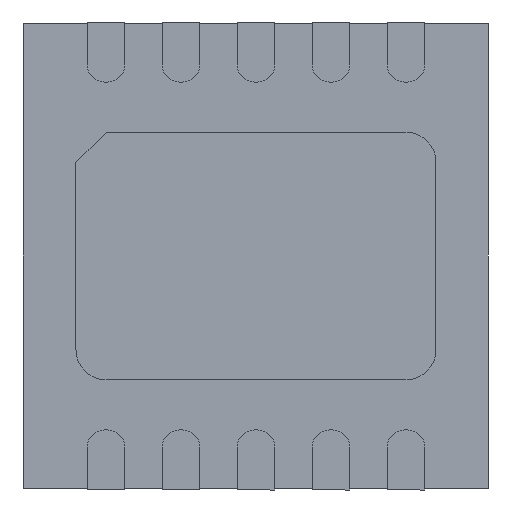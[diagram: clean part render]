
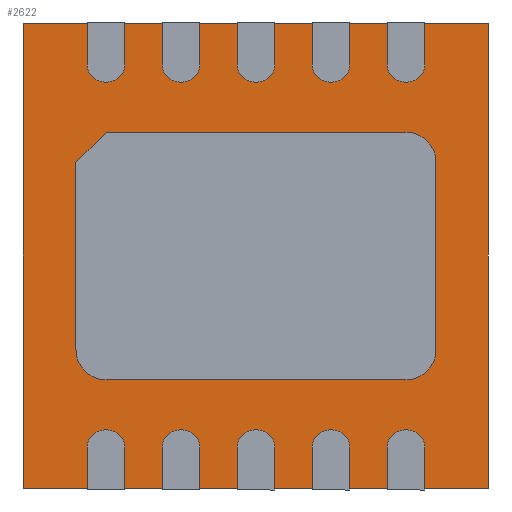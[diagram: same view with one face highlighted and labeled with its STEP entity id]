
A CAD part, front view. The second image highlights one B-rep face of the part: STEP entity #2622.
In plain terms, the highlighted planar face has unit normal (0, -1, 0).
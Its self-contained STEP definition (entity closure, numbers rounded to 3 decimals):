
#34 = FACE_BOUND ( 'NONE', #5899, .T. ) ;
#168 = VERTEX_POINT ( 'NONE', #6993 ) ;
#233 = CARTESIAN_POINT ( 'NONE',  ( 0., 0., -3.1 ) ) ;
#410 = EDGE_CURVE ( 'NONE', #1768, #3266, #3070, .T. ) ;
#417 = EDGE_CURVE ( 'NONE', #3201, #5747, #7672, .T. ) ;
#494 = EDGE_CURVE ( 'NONE', #7585, #3135, #3320, .T. ) ;
#574 = CARTESIAN_POINT ( 'NONE',  ( 0.55, 0., -2.175 ) ) ;
#734 = ORIENTED_EDGE ( 'NONE', *, *, #6371, .F. ) ;
#763 = DIRECTION ( 'NONE',  ( 1., 0., 0. ) ) ;
#928 = DIRECTION ( 'NONE',  ( 0., 0., 1. ) ) ;
#942 = VECTOR ( 'NONE', #763, 1000. ) ;
#987 = DIRECTION ( 'NONE',  ( 0., 0., -1. ) ) ;
#1171 = DIRECTION ( 'NONE',  ( 1., 0., 0. ) ) ;
#1285 = EDGE_CURVE ( 'NONE', #5747, #4168, #2929, .T. ) ;
#1353 = VERTEX_POINT ( 'NONE', #2118 ) ;
#1368 = DIRECTION ( 'NONE',  ( 0., -1., 0. ) ) ;
#1406 = DIRECTION ( 'NONE',  ( 0., 0., -1. ) ) ;
#1633 = FACE_OUTER_BOUND ( 'NONE', #6654, .T. ) ;
#1655 = CARTESIAN_POINT ( 'NONE',  ( 0.35, 0., -0.925 ) ) ;
#1720 = VECTOR ( 'NONE', #2303, 1000. ) ;
#1736 = DIRECTION ( 'NONE',  ( 0., 0., -1. ) ) ;
#1748 = AXIS2_PLACEMENT_3D ( 'NONE', #2036, #6259, #2642 ) ;
#1768 = VERTEX_POINT ( 'NONE', #5562 ) ;
#2022 = ORIENTED_EDGE ( 'NONE', *, *, #7171, .F. ) ;
#2036 = CARTESIAN_POINT ( 'NONE',  ( 2.55, 0., -0.925 ) ) ;
#2118 = CARTESIAN_POINT ( 'NONE',  ( 0., 0., -3.1 ) ) ;
#2156 = VECTOR ( 'NONE', #987, 1000. ) ;
#2193 = CIRCLE ( 'NONE', #6938, 0.2 ) ;
#2303 = DIRECTION ( 'NONE',  ( 0., 0., 1. ) ) ;
#2306 = DIRECTION ( 'NONE',  ( -1., 0., 0. ) ) ;
#2545 = ORIENTED_EDGE ( 'NONE', *, *, #3434, .F. ) ;
#2591 = CARTESIAN_POINT ( 'NONE',  ( 0.55, 0., -2.375 ) ) ;
#2622 = ADVANCED_FACE ( 'NONE', ( #1633, #34 ), #5600, .T. ) ;
#2637 = CARTESIAN_POINT ( 'NONE',  ( 0.55, 0., -0.725 ) ) ;
#2642 = DIRECTION ( 'NONE',  ( 0., 0., 1. ) ) ;
#2751 = ORIENTED_EDGE ( 'NONE', *, *, #6126, .F. ) ;
#2929 = LINE ( 'NONE', #4507, #7521 ) ;
#2946 = CARTESIAN_POINT ( 'NONE',  ( 2.75, 0., -0.925 ) ) ;
#3005 = VERTEX_POINT ( 'NONE', #7260 ) ;
#3032 = ORIENTED_EDGE ( 'NONE', *, *, #5530, .F. ) ;
#3046 = LINE ( 'NONE', #5843, #6235 ) ;
#3056 = VECTOR ( 'NONE', #1171, 1000. ) ;
#3070 = CIRCLE ( 'NONE', #6251, 0.2 ) ;
#3135 = VERTEX_POINT ( 'NONE', #5401 ) ;
#3201 = VERTEX_POINT ( 'NONE', #7145 ) ;
#3266 = VERTEX_POINT ( 'NONE', #5236 ) ;
#3320 = LINE ( 'NONE', #2946, #1720 ) ;
#3398 = CARTESIAN_POINT ( 'NONE',  ( 0.55, 0., -0.725 ) ) ;
#3434 = EDGE_CURVE ( 'NONE', #7230, #168, #6781, .T. ) ;
#3466 = AXIS2_PLACEMENT_3D ( 'NONE', #233, #3791, #1406 ) ;
#3505 = VECTOR ( 'NONE', #928, 1000. ) ;
#3708 = VECTOR ( 'NONE', #1736, 1000. ) ;
#3758 = ORIENTED_EDGE ( 'NONE', *, *, #5503, .F. ) ;
#3791 = DIRECTION ( 'NONE',  ( 0., -1., 0. ) ) ;
#3946 = EDGE_CURVE ( 'NONE', #3005, #7230, #6241, .T. ) ;
#4066 = EDGE_CURVE ( 'NONE', #168, #1353, #3046, .T. ) ;
#4102 = CARTESIAN_POINT ( 'NONE',  ( 0.35, 0., -0.925 ) ) ;
#4168 = VERTEX_POINT ( 'NONE', #1655 ) ;
#4448 = VECTOR ( 'NONE', #6040, 1000. ) ;
#4471 = ORIENTED_EDGE ( 'NONE', *, *, #3946, .F. ) ;
#4494 = ORIENTED_EDGE ( 'NONE', *, *, #494, .F. ) ;
#4507 = CARTESIAN_POINT ( 'NONE',  ( 0.55, 0., -0.725 ) ) ;
#4532 = DIRECTION ( 'NONE',  ( 0., -1., 0. ) ) ;
#4609 = ORIENTED_EDGE ( 'NONE', *, *, #4066, .F. ) ;
#4788 = DIRECTION ( 'NONE',  ( -0.707, 0., -0.707 ) ) ;
#4983 = CARTESIAN_POINT ( 'NONE',  ( 2.55, 0., -2.175 ) ) ;
#5042 = VERTEX_POINT ( 'NONE', #6581 ) ;
#5099 = CARTESIAN_POINT ( 'NONE',  ( 3.1, 0., 0. ) ) ;
#5152 = CARTESIAN_POINT ( 'NONE',  ( 3.1, 0., 0. ) ) ;
#5213 = ORIENTED_EDGE ( 'NONE', *, *, #417, .F. ) ;
#5236 = CARTESIAN_POINT ( 'NONE',  ( 0.55, 0., -2.375 ) ) ;
#5401 = CARTESIAN_POINT ( 'NONE',  ( 2.75, 0., -0.925 ) ) ;
#5503 = EDGE_CURVE ( 'NONE', #5042, #7585, #2193, .T. ) ;
#5530 = EDGE_CURVE ( 'NONE', #3266, #5042, #6819, .T. ) ;
#5562 = CARTESIAN_POINT ( 'NONE',  ( 0.35, 0., -2.175 ) ) ;
#5596 = DIRECTION ( 'NONE',  ( 0., 0., -1. ) ) ;
#5600 = PLANE ( 'NONE',  #3466 ) ;
#5680 = CARTESIAN_POINT ( 'NONE',  ( 0., 0., 0. ) ) ;
#5747 = VERTEX_POINT ( 'NONE', #3398 ) ;
#5772 = CARTESIAN_POINT ( 'NONE',  ( 0., 0., 0. ) ) ;
#5843 = CARTESIAN_POINT ( 'NONE',  ( 0., 0., -3.1 ) ) ;
#5899 = EDGE_LOOP ( 'NONE', ( #2751, #6846, #5213, #2022, #4494, #3758, #3032, #7117 ) ) ;
#6040 = DIRECTION ( 'NONE',  ( -1., 0., 0. ) ) ;
#6126 = EDGE_CURVE ( 'NONE', #4168, #1768, #6884, .T. ) ;
#6217 = CIRCLE ( 'NONE', #1748, 0.2 ) ;
#6222 = CARTESIAN_POINT ( 'NONE',  ( 2.75, 0., -2.175 ) ) ;
#6235 = VECTOR ( 'NONE', #2306, 1000. ) ;
#6241 = LINE ( 'NONE', #5772, #3056 ) ;
#6251 = AXIS2_PLACEMENT_3D ( 'NONE', #574, #4532, #7574 ) ;
#6259 = DIRECTION ( 'NONE',  ( 0., -1., 0. ) ) ;
#6371 = EDGE_CURVE ( 'NONE', #1353, #3005, #6714, .T. ) ;
#6581 = CARTESIAN_POINT ( 'NONE',  ( 2.55, 0., -2.375 ) ) ;
#6654 = EDGE_LOOP ( 'NONE', ( #734, #4609, #2545, #4471 ) ) ;
#6714 = LINE ( 'NONE', #5680, #3505 ) ;
#6781 = LINE ( 'NONE', #5152, #2156 ) ;
#6819 = LINE ( 'NONE', #2591, #942 ) ;
#6846 = ORIENTED_EDGE ( 'NONE', *, *, #1285, .F. ) ;
#6884 = LINE ( 'NONE', #4102, #3708 ) ;
#6938 = AXIS2_PLACEMENT_3D ( 'NONE', #4983, #1368, #5596 ) ;
#6993 = CARTESIAN_POINT ( 'NONE',  ( 3.1, 0., -3.1 ) ) ;
#7117 = ORIENTED_EDGE ( 'NONE', *, *, #410, .F. ) ;
#7145 = CARTESIAN_POINT ( 'NONE',  ( 2.55, 0., -0.725 ) ) ;
#7171 = EDGE_CURVE ( 'NONE', #3135, #3201, #6217, .T. ) ;
#7230 = VERTEX_POINT ( 'NONE', #5099 ) ;
#7260 = CARTESIAN_POINT ( 'NONE',  ( 0., 0., 0. ) ) ;
#7521 = VECTOR ( 'NONE', #4788, 1000. ) ;
#7574 = DIRECTION ( 'NONE',  ( 0., 0., -1. ) ) ;
#7585 = VERTEX_POINT ( 'NONE', #6222 ) ;
#7672 = LINE ( 'NONE', #2637, #4448 ) ;
